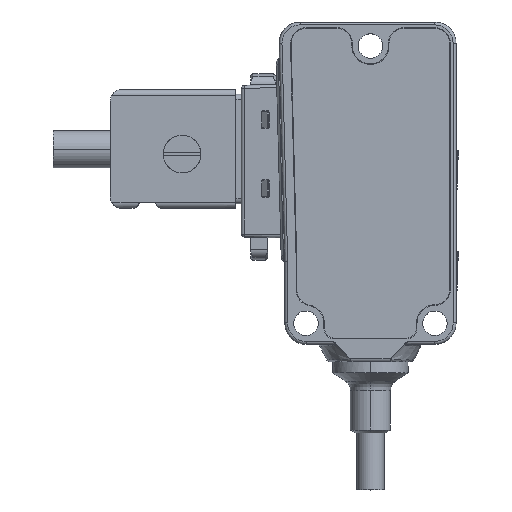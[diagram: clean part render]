
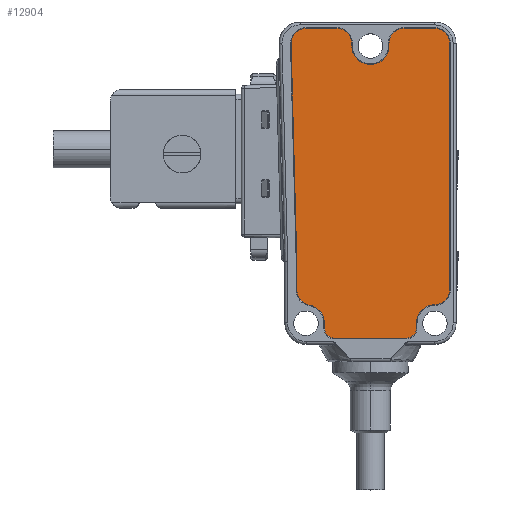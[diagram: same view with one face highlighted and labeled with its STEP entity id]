
A CAD part, top view. The second image highlights one B-rep face of the part: STEP entity #12904.
In plain terms, the highlighted planar face has unit normal (0, 0, 1).
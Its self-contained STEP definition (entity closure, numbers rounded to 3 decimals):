
#4151=CARTESIAN_POINT('',(3.749,13.05,6.8));
#4152=DIRECTION('',(0.,0.,1.));
#4153=DIRECTION('',(0.,1.,0.));
#4154=AXIS2_PLACEMENT_3D('',#4151,#4152,#4153);
#4165=DIRECTION('',(-1.,0.,0.));
#4166=VECTOR('',#4165,5.351);
#4167=CARTESIAN_POINT('',(9.1,15.7,6.8));
#4168=LINE('',#4167,#4166);
#4169=CARTESIAN_POINT('',(9.1,13.05,6.8));
#4170=DIRECTION('',(0.,0.,1.));
#4171=DIRECTION('',(1.,0.,0.));
#4172=AXIS2_PLACEMENT_3D('',#4169,#4170,#4171);
#4174=DIRECTION('',(0.,1.,0.));
#4175=VECTOR('',#4174,0.45);
#4176=CARTESIAN_POINT('',(11.75,12.6,6.8));
#4177=LINE('',#4176,#4175);
#4178=CARTESIAN_POINT('',(15.,12.6,6.8));
#4179=DIRECTION('',(0.,0.,-1.));
#4180=DIRECTION('',(1.,0.,0.));
#4181=AXIS2_PLACEMENT_3D('',#4178,#4179,#4180);
#4183=DIRECTION('',(0.,-1.,0.));
#4184=VECTOR('',#4183,0.45);
#4185=CARTESIAN_POINT('',(18.25,13.05,6.8));
#4186=LINE('',#4185,#4184);
#4187=CARTESIAN_POINT('',(20.9,13.05,6.8));
#4188=DIRECTION('',(0.,0.,1.));
#4189=DIRECTION('',(0.,1.,0.));
#4190=AXIS2_PLACEMENT_3D('',#4187,#4188,#4189);
#4192=DIRECTION('',(-1.,0.,0.));
#4193=VECTOR('',#4192,5.35);
#4194=CARTESIAN_POINT('',(26.25,15.7,6.8));
#4195=LINE('',#4194,#4193);
#4196=CARTESIAN_POINT('',(26.25,13.05,6.8));
#4197=DIRECTION('',(0.,0.,1.));
#4198=DIRECTION('',(1.,0.,0.));
#4199=AXIS2_PLACEMENT_3D('',#4196,#4197,#4198);
#4201=DIRECTION('',(0.,1.,0.));
#4202=VECTOR('',#4201,43.15);
#4203=CARTESIAN_POINT('',(28.9,-30.1,6.8));
#4204=LINE('',#4203,#4202);
#4205=CARTESIAN_POINT('',(26.25,-30.1,6.8));
#4206=DIRECTION('',(0.,0.,1.));
#4207=DIRECTION('',(0.008,-1.,0.));
#4208=AXIS2_PLACEMENT_3D('',#4205,#4206,#4207);
#4210=CARTESIAN_POINT('',(26.3,-36.,6.8));
#4211=DIRECTION('',(0.,0.,-1.));
#4212=DIRECTION('',(-1.,0.,0.));
#4213=AXIS2_PLACEMENT_3D('',#4210,#4211,#4212);
#4215=DIRECTION('',(0.,1.,0.));
#4216=VECTOR('',#4215,0.95);
#4217=CARTESIAN_POINT('',(23.05,-36.95,6.8));
#4218=LINE('',#4217,#4216);
#4219=CARTESIAN_POINT('',(21.4,-36.95,6.8));
#4220=DIRECTION('',(0.,0.,1.));
#4221=DIRECTION('',(0.,-1.,0.));
#4222=AXIS2_PLACEMENT_3D('',#4219,#4220,#4221);
#4224=DIRECTION('',(1.,0.,0.));
#4225=VECTOR('',#4224,12.8);
#4226=CARTESIAN_POINT('',(8.6,-38.6,6.8));
#4227=LINE('',#4226,#4225);
#4228=CARTESIAN_POINT('',(8.6,-36.95,6.8));
#4229=DIRECTION('',(0.,0.,1.));
#4230=DIRECTION('',(-1.,0.,0.));
#4231=AXIS2_PLACEMENT_3D('',#4228,#4229,#4230);
#4233=DIRECTION('',(0.,-1.,0.));
#4234=VECTOR('',#4233,0.95);
#4235=CARTESIAN_POINT('',(6.95,-36.,6.8));
#4236=LINE('',#4235,#4234);
#4237=CARTESIAN_POINT('',(3.7,-36.,6.8));
#4238=DIRECTION('',(0.,0.,-1.));
#4239=DIRECTION('',(0.178,0.984,0.));
#4240=AXIS2_PLACEMENT_3D('',#4237,#4238,#4239);
#4242=CARTESIAN_POINT('',(4.75,-30.194,6.8));
#4243=DIRECTION('',(0.,0.,1.));
#4244=DIRECTION('',(-1.,0.,0.));
#4245=AXIS2_PLACEMENT_3D('',#4242,#4243,#4244);
#4247=DIRECTION('',(0.,-1.,0.));
#4248=VECTOR('',#4247,4.985);
#4249=CARTESIAN_POINT('',(2.1,-25.209,6.8));
#4250=LINE('',#4249,#4248);
#4251=DIRECTION('',(0.026,-1.,0.));
#4252=VECTOR('',#4251,38.203);
#4253=CARTESIAN_POINT('',(1.1,12.981,6.8));
#4254=LINE('',#4253,#4252);
#5127=CARTESIAN_POINT('',(1.1,12.981,6.8));
#5128=CARTESIAN_POINT('',(2.1,-25.209,6.8));
#5129=VERTEX_POINT('',#5127);
#5130=VERTEX_POINT('',#5128);
#5131=CARTESIAN_POINT('',(2.1,-30.194,6.8));
#5132=VERTEX_POINT('',#5131);
#5133=CARTESIAN_POINT('',(4.278,-32.802,6.8));
#5134=VERTEX_POINT('',#5133);
#5135=CARTESIAN_POINT('',(6.95,-36.,6.8));
#5136=VERTEX_POINT('',#5135);
#5137=CARTESIAN_POINT('',(6.95,-36.95,6.8));
#5138=VERTEX_POINT('',#5137);
#5139=CARTESIAN_POINT('',(8.6,-38.6,6.8));
#5140=VERTEX_POINT('',#5139);
#5141=CARTESIAN_POINT('',(21.4,-38.6,6.8));
#5142=VERTEX_POINT('',#5141);
#5143=CARTESIAN_POINT('',(23.05,-36.95,6.8));
#5144=VERTEX_POINT('',#5143);
#5145=CARTESIAN_POINT('',(23.05,-36.,6.8));
#5146=VERTEX_POINT('',#5145);
#5147=CARTESIAN_POINT('',(26.272,-32.75,6.8));
#5148=VERTEX_POINT('',#5147);
#5149=CARTESIAN_POINT('',(28.9,-30.1,6.8));
#5150=VERTEX_POINT('',#5149);
#5151=CARTESIAN_POINT('',(28.9,13.05,6.8));
#5152=VERTEX_POINT('',#5151);
#5153=CARTESIAN_POINT('',(26.25,15.7,6.8));
#5154=VERTEX_POINT('',#5153);
#5155=CARTESIAN_POINT('',(20.9,15.7,6.8));
#5156=VERTEX_POINT('',#5155);
#5157=CARTESIAN_POINT('',(18.25,13.05,6.8));
#5158=VERTEX_POINT('',#5157);
#5159=CARTESIAN_POINT('',(18.25,12.6,6.8));
#5160=VERTEX_POINT('',#5159);
#5161=CARTESIAN_POINT('',(11.75,12.6,6.8));
#5162=VERTEX_POINT('',#5161);
#5163=CARTESIAN_POINT('',(11.75,13.05,6.8));
#5164=VERTEX_POINT('',#5163);
#5165=CARTESIAN_POINT('',(9.1,15.7,6.8));
#5166=VERTEX_POINT('',#5165);
#5167=CARTESIAN_POINT('',(3.749,15.7,6.8));
#5168=VERTEX_POINT('',#5167);
#12858=CARTESIAN_POINT('',(0.,0.,6.8));
#12859=DIRECTION('',(0.,0.,1.));
#12860=DIRECTION('',(1.,0.,0.));
#12861=AXIS2_PLACEMENT_3D('',#12858,#12859,#12860);
#12862=PLANE('',#12861);
#12863=ORIENTED_EDGE('',*,*,#12842,.F.);
#12865=ORIENTED_EDGE('',*,*,#12864,.F.);
#12867=ORIENTED_EDGE('',*,*,#12866,.F.);
#12869=ORIENTED_EDGE('',*,*,#12868,.F.);
#12871=ORIENTED_EDGE('',*,*,#12870,.F.);
#12873=ORIENTED_EDGE('',*,*,#12872,.F.);
#12875=ORIENTED_EDGE('',*,*,#12874,.F.);
#12877=ORIENTED_EDGE('',*,*,#12876,.F.);
#12879=ORIENTED_EDGE('',*,*,#12878,.F.);
#12881=ORIENTED_EDGE('',*,*,#12880,.F.);
#12883=ORIENTED_EDGE('',*,*,#12882,.F.);
#12885=ORIENTED_EDGE('',*,*,#12884,.F.);
#12887=ORIENTED_EDGE('',*,*,#12886,.F.);
#12889=ORIENTED_EDGE('',*,*,#12888,.F.);
#12891=ORIENTED_EDGE('',*,*,#12890,.F.);
#12893=ORIENTED_EDGE('',*,*,#12892,.F.);
#12895=ORIENTED_EDGE('',*,*,#12894,.F.);
#12897=ORIENTED_EDGE('',*,*,#12896,.F.);
#12899=ORIENTED_EDGE('',*,*,#12898,.F.);
#12900=ORIENTED_EDGE('',*,*,#12714,.F.);
#12901=ORIENTED_EDGE('',*,*,#12737,.F.);
#12902=EDGE_LOOP('',(#12863,#12865,#12867,#12869,#12871,#12873,#12875,#12877,
#12879,#12881,#12883,#12885,#12887,#12889,#12891,#12893,#12895,#12897,#12899,
#12900,#12901));
#12903=FACE_OUTER_BOUND('',#12902,.F.);
#12904=ADVANCED_FACE('',(#12903),#12862,.T.);
#4155=CIRCLE('',#4154,2.65);
#4173=CIRCLE('',#4172,2.65);
#4182=CIRCLE('',#4181,3.25);
#4191=CIRCLE('',#4190,2.65);
#4200=CIRCLE('',#4199,2.65);
#4209=CIRCLE('',#4208,2.65);
#4214=CIRCLE('',#4213,3.25);
#4223=CIRCLE('',#4222,1.65);
#4232=CIRCLE('',#4231,1.65);
#4241=CIRCLE('',#4240,3.25);
#4246=CIRCLE('',#4245,2.65);
#12714=EDGE_CURVE('',#5130,#5132,#4250,.T.);
#12737=EDGE_CURVE('',#5129,#5130,#4254,.T.);
#12842=EDGE_CURVE('',#5168,#5129,#4155,.T.);
#12864=EDGE_CURVE('',#5166,#5168,#4168,.T.);
#12866=EDGE_CURVE('',#5164,#5166,#4173,.T.);
#12868=EDGE_CURVE('',#5162,#5164,#4177,.T.);
#12870=EDGE_CURVE('',#5160,#5162,#4182,.T.);
#12872=EDGE_CURVE('',#5158,#5160,#4186,.T.);
#12874=EDGE_CURVE('',#5156,#5158,#4191,.T.);
#12876=EDGE_CURVE('',#5154,#5156,#4195,.T.);
#12878=EDGE_CURVE('',#5152,#5154,#4200,.T.);
#12880=EDGE_CURVE('',#5150,#5152,#4204,.T.);
#12882=EDGE_CURVE('',#5148,#5150,#4209,.T.);
#12884=EDGE_CURVE('',#5146,#5148,#4214,.T.);
#12886=EDGE_CURVE('',#5144,#5146,#4218,.T.);
#12888=EDGE_CURVE('',#5142,#5144,#4223,.T.);
#12890=EDGE_CURVE('',#5140,#5142,#4227,.T.);
#12892=EDGE_CURVE('',#5138,#5140,#4232,.T.);
#12894=EDGE_CURVE('',#5136,#5138,#4236,.T.);
#12896=EDGE_CURVE('',#5134,#5136,#4241,.T.);
#12898=EDGE_CURVE('',#5132,#5134,#4246,.T.);
